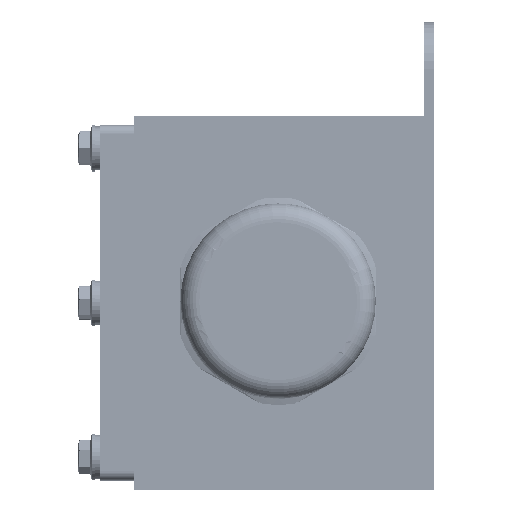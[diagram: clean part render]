
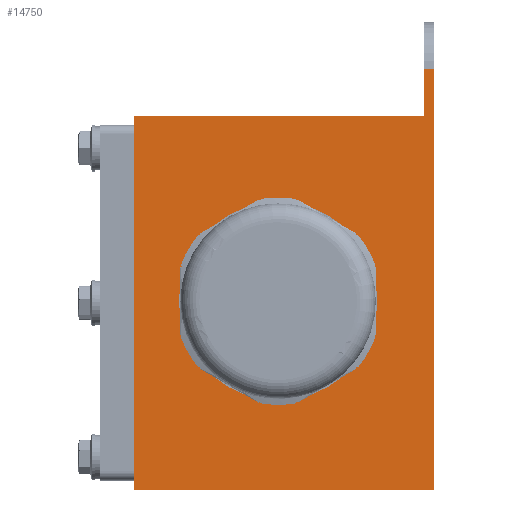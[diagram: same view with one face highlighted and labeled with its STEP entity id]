
A CAD part, left-side view. The second image highlights one B-rep face of the part: STEP entity #14750.
In plain terms, the highlighted planar face has unit normal (-1, 0, 0).
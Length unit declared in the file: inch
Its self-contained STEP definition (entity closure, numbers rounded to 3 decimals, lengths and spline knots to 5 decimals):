
#22 = CARTESIAN_POINT ( 'NONE',  ( -7.75, 1.6, -2. ) ) ;
#143 = ORIENTED_EDGE ( 'NONE', *, *, #17845, .F. ) ;
#184 = VECTOR ( 'NONE', #24723, 39.37008 ) ;
#503 = EDGE_LOOP ( 'NONE', ( #4353, #26120 ) ) ;
#797 = CARTESIAN_POINT ( 'NONE',  ( -7.75, -1.6, 2. ) ) ;
#1127 = VERTEX_POINT ( 'NONE', #7870 ) ;
#2027 = ORIENTED_EDGE ( 'NONE', *, *, #22646, .T. ) ;
#2322 = VERTEX_POINT ( 'NONE', #26554 ) ;
#2540 = AXIS2_PLACEMENT_3D ( 'NONE', #17322, #26531, #14737 ) ;
#3767 = EDGE_CURVE ( 'NONE', #22006, #19743, #4149, .T. ) ;
#4082 = LINE ( 'NONE', #10702, #27611 ) ;
#4149 = LINE ( 'NONE', #20009, #184 ) ;
#4353 = ORIENTED_EDGE ( 'NONE', *, *, #21333, .F. ) ;
#4762 = LINE ( 'NONE', #13361, #10997 ) ;
#5136 = DIRECTION ( 'NONE',  ( 0., 0., -1. ) ) ;
#5307 = CARTESIAN_POINT ( 'NONE',  ( -7.75, 0.053, -0.94488 ) ) ;
#5551 = DIRECTION ( 'NONE',  ( 0., 0., 1. ) ) ;
#6505 = FACE_OUTER_BOUND ( 'NONE', #11207, .T. ) ;
#6809 = VERTEX_POINT ( 'NONE', #23378 ) ;
#7870 = CARTESIAN_POINT ( 'NONE',  ( -7.75, -1.495, 2.5 ) ) ;
#7952 = ORIENTED_EDGE ( 'NONE', *, *, #10777, .T. ) ;
#8326 = CIRCLE ( 'NONE', #2540, 0.94488 ) ;
#9226 = PLANE ( 'NONE',  #16316 ) ;
#9820 = VERTEX_POINT ( 'NONE', #5307 ) ;
#9981 = DIRECTION ( 'NONE',  ( 0., 0., 1. ) ) ;
#10555 = DIRECTION ( 'NONE',  ( 0., -1., 0. ) ) ;
#10702 = CARTESIAN_POINT ( 'NONE',  ( -7.75, -1.495, 2.5 ) ) ;
#10777 = EDGE_CURVE ( 'NONE', #1127, #15611, #14468, .T. ) ;
#10997 = VECTOR ( 'NONE', #25322, 39.37008 ) ;
#11207 = EDGE_LOOP ( 'NONE', ( #2027, #14822, #7952, #143, #24785, #12719 ) ) ;
#11592 = CARTESIAN_POINT ( 'NONE',  ( -7.75, -1.495, 2. ) ) ;
#12215 = LINE ( 'NONE', #28817, #12705 ) ;
#12247 = CARTESIAN_POINT ( 'NONE',  ( -7.75, -1.495, 2. ) ) ;
#12705 = VECTOR ( 'NONE', #19326, 39.37008 ) ;
#12719 = ORIENTED_EDGE ( 'NONE', *, *, #23251, .T. ) ;
#13019 = EDGE_CURVE ( 'NONE', #9820, #2322, #21070, .T. ) ;
#13361 = CARTESIAN_POINT ( 'NONE',  ( -7.75, 1.6, 2. ) ) ;
#14468 = LINE ( 'NONE', #11592, #22447 ) ;
#14737 = DIRECTION ( 'NONE',  ( 0., 0., 1. ) ) ;
#14750 = ADVANCED_FACE ( 'NONE', ( #22994, #6505 ), #9226, .F. ) ;
#14822 = ORIENTED_EDGE ( 'NONE', *, *, #21707, .F. ) ;
#15611 = VERTEX_POINT ( 'NONE', #12247 ) ;
#16316 = AXIS2_PLACEMENT_3D ( 'NONE', #25398, #23148, #5136 ) ;
#17322 = CARTESIAN_POINT ( 'NONE',  ( -7.75, 0.053, 0. ) ) ;
#17819 = VERTEX_POINT ( 'NONE', #20634 ) ;
#17845 = EDGE_CURVE ( 'NONE', #19743, #15611, #4762, .T. ) ;
#19326 = DIRECTION ( 'NONE',  ( 0., -1., 0. ) ) ;
#19743 = VERTEX_POINT ( 'NONE', #25649 ) ;
#19936 = VECTOR ( 'NONE', #9981, 39.37008 ) ;
#20009 = CARTESIAN_POINT ( 'NONE',  ( -7.75, 1.6, 2. ) ) ;
#20634 = CARTESIAN_POINT ( 'NONE',  ( -7.75, -1.6, 2.5 ) ) ;
#21070 = CIRCLE ( 'NONE', #23499, 0.94488 ) ;
#21185 = LINE ( 'NONE', #797, #19936 ) ;
#21333 = EDGE_CURVE ( 'NONE', #2322, #9820, #8326, .T. ) ;
#21707 = EDGE_CURVE ( 'NONE', #1127, #17819, #4082, .T. ) ;
#22006 = VERTEX_POINT ( 'NONE', #22 ) ;
#22447 = VECTOR ( 'NONE', #27772, 39.37008 ) ;
#22646 = EDGE_CURVE ( 'NONE', #6809, #17819, #21185, .T. ) ;
#22994 = FACE_BOUND ( 'NONE', #503, .T. ) ;
#23148 = DIRECTION ( 'NONE',  ( 1., 0., 0. ) ) ;
#23251 = EDGE_CURVE ( 'NONE', #22006, #6809, #12215, .T. ) ;
#23378 = CARTESIAN_POINT ( 'NONE',  ( -7.75, -1.6, -2. ) ) ;
#23499 = AXIS2_PLACEMENT_3D ( 'NONE', #26260, #28643, #5551 ) ;
#24723 = DIRECTION ( 'NONE',  ( 0., 0., 1. ) ) ;
#24785 = ORIENTED_EDGE ( 'NONE', *, *, #3767, .F. ) ;
#25322 = DIRECTION ( 'NONE',  ( 0., -1., 0. ) ) ;
#25398 = CARTESIAN_POINT ( 'NONE',  ( -7.75, 1.6, 2. ) ) ;
#25649 = CARTESIAN_POINT ( 'NONE',  ( -7.75, 1.6, 2. ) ) ;
#26120 = ORIENTED_EDGE ( 'NONE', *, *, #13019, .F. ) ;
#26260 = CARTESIAN_POINT ( 'NONE',  ( -7.75, 0.053, 0. ) ) ;
#26531 = DIRECTION ( 'NONE',  ( -1., 0., 0. ) ) ;
#26554 = CARTESIAN_POINT ( 'NONE',  ( -7.75, 0.053, 0.94488 ) ) ;
#27611 = VECTOR ( 'NONE', #10555, 39.37008 ) ;
#27772 = DIRECTION ( 'NONE',  ( 0., 0., -1. ) ) ;
#28643 = DIRECTION ( 'NONE',  ( -1., 0., 0. ) ) ;
#28817 = CARTESIAN_POINT ( 'NONE',  ( -7.75, 1.6, -2. ) ) ;
